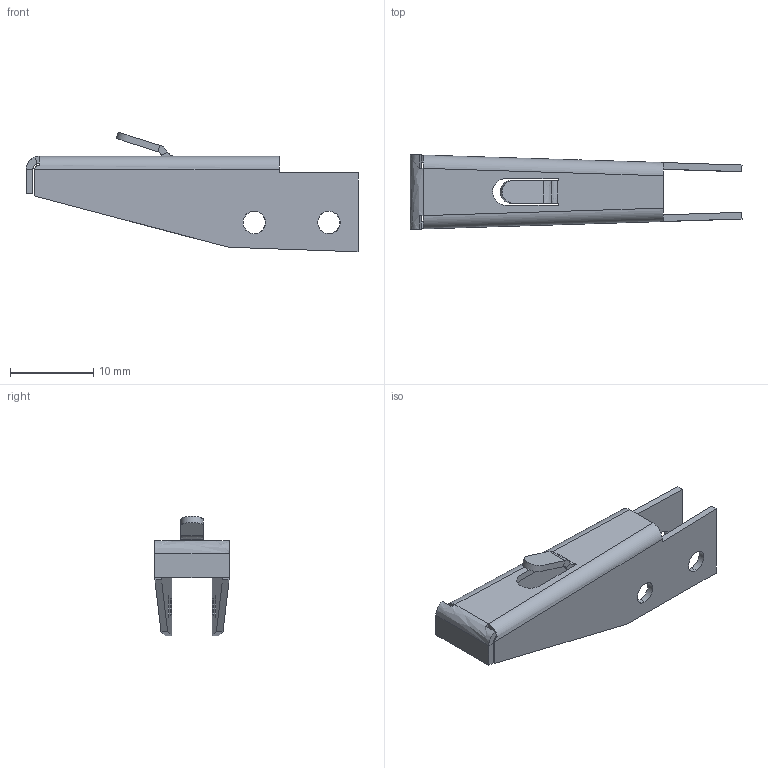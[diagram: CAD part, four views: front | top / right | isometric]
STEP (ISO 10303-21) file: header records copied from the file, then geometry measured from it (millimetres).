
FILE_DESCRIPTION(/* description */ (''),/* implementation_level */ '2;1');
FILE_NAME(/* name */ '05_BRA~1',/* time_stamp */ '2018-03-20T08:43:02+01:00',/* author */ (''),/* organization */ (''),/* preprocessor_version */ 'ST-DEVELOPER v16.5',/* originating_system */ '',/* authorisation */ '');
FILE_SCHEMA (('AUTOMOTIVE_DESIGN'));
Length unit declared in the file: millimetre
Products named in the file (1): Document
Bounding box: 40 x 9 x 14.4 mm (x, y, z)
Volume: 679.2 mm3; surface area: 1878.4 mm2
Topology: 1 solids, 1 shells, 66 faces, 156 edges, 94 vertices
Faces by surface type: bspline 46, plane 20
Entity records: 2539 total; most frequent: CARTESIAN_POINT 1521, ORIENTED_EDGE 312, EDGE_CURVE 156, B_SPLINE_CURVE_WITH_KNOTS 110, VERTEX_POINT 92, EDGE_LOOP 76, ADVANCED_FACE 66, FACE_OUTER_BOUND 66
